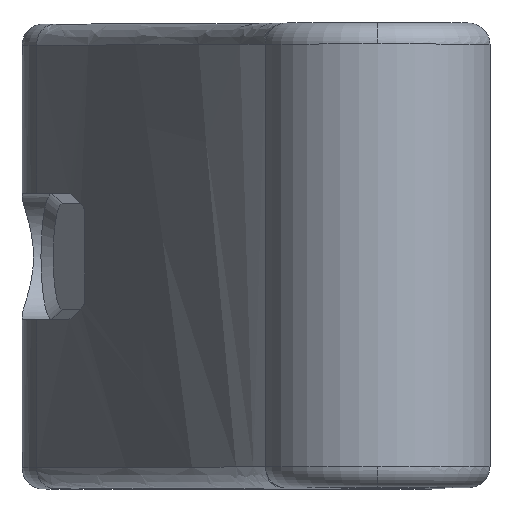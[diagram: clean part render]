
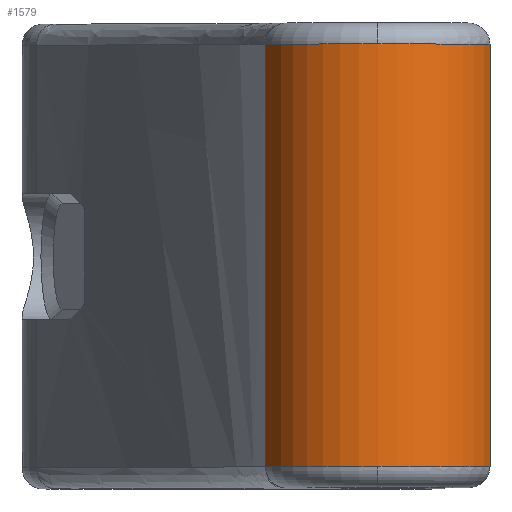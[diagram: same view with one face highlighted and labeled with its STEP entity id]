
A CAD part, top view. The second image highlights one B-rep face of the part: STEP entity #1579.
In plain terms, the highlighted cylindrical face has radius 5.5 mm (diameter 11 mm), a partial arc.
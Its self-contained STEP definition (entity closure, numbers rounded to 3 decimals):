
#52 = VERTEX_POINT ( 'NONE', #1620 ) ;
#56 = ORIENTED_EDGE ( 'NONE', *, *, #2022, .F. ) ;
#74 = DIRECTION ( 'NONE',  ( 0., -1., 0. ) ) ;
#88 = ORIENTED_EDGE ( 'NONE', *, *, #1524, .T. ) ;
#121 = DIRECTION ( 'NONE',  ( 0., 1., 0. ) ) ;
#213 = DIRECTION ( 'NONE',  ( 0., -1., 0. ) ) ;
#230 = LINE ( 'NONE', #293, #1207 ) ;
#264 = DIRECTION ( 'NONE',  ( 0., 0., -1. ) ) ;
#292 = DIRECTION ( 'NONE',  ( 0., 0., 1. ) ) ;
#293 = CARTESIAN_POINT ( 'NONE',  ( 29.056, 22., -8.566 ) ) ;
#312 = CARTESIAN_POINT ( 'NONE',  ( 18.427, 1., -8.602 ) ) ;
#368 = DIRECTION ( 'NONE',  ( 0., 1., 0. ) ) ;
#383 = CARTESIAN_POINT ( 'NONE',  ( 29.056, 1., -8.566 ) ) ;
#527 = CARTESIAN_POINT ( 'NONE',  ( 18.427, 22., -8.602 ) ) ;
#557 = DIRECTION ( 'NONE',  ( 0., 0., 1. ) ) ;
#674 = CIRCLE ( 'NONE', #867, 5.5 ) ;
#699 = ORIENTED_EDGE ( 'NONE', *, *, #812, .T. ) ;
#743 = AXIS2_PLACEMENT_3D ( 'NONE', #2025, #879, #292 ) ;
#756 = DIRECTION ( 'NONE',  ( 0., -1., 0. ) ) ;
#798 = ORIENTED_EDGE ( 'NONE', *, *, #1826, .T. ) ;
#800 = EDGE_CURVE ( 'NONE', #1743, #1929, #1770, .T. ) ;
#812 = EDGE_CURVE ( 'NONE', #1929, #848, #1601, .T. ) ;
#815 = LINE ( 'NONE', #527, #1363 ) ;
#848 = VERTEX_POINT ( 'NONE', #1374 ) ;
#867 = AXIS2_PLACEMENT_3D ( 'NONE', #1844, #121, #557 ) ;
#876 = CYLINDRICAL_SURFACE ( 'NONE', #1662, 5.5 ) ;
#879 = DIRECTION ( 'NONE',  ( 0., -1., 0. ) ) ;
#890 = ORIENTED_EDGE ( 'NONE', *, *, #800, .T. ) ;
#907 = AXIS2_PLACEMENT_3D ( 'NONE', #1151, #368, #985 ) ;
#931 = VERTEX_POINT ( 'NONE', #312 ) ;
#985 = DIRECTION ( 'NONE',  ( 0., 0., 1. ) ) ;
#1049 = FACE_OUTER_BOUND ( 'NONE', #1107, .T. ) ;
#1107 = EDGE_LOOP ( 'NONE', ( #56, #890, #699, #88, #1591, #798 ) ) ;
#1110 = CARTESIAN_POINT ( 'NONE',  ( 29.056, 21., -8.566 ) ) ;
#1151 = CARTESIAN_POINT ( 'NONE',  ( 23.747, 1., -10. ) ) ;
#1207 = VECTOR ( 'NONE', #74, 1000. ) ;
#1294 = CARTESIAN_POINT ( 'NONE',  ( 23.747, 21., -4.5 ) ) ;
#1363 = VECTOR ( 'NONE', #213, 1000. ) ;
#1374 = CARTESIAN_POINT ( 'NONE',  ( 18.427, 21., -8.602 ) ) ;
#1401 = CIRCLE ( 'NONE', #907, 5.5 ) ;
#1427 = VERTEX_POINT ( 'NONE', #383 ) ;
#1524 = EDGE_CURVE ( 'NONE', #848, #931, #815, .T. ) ;
#1579 = ADVANCED_FACE ( 'NONE', ( #1049 ), #876, .T. ) ;
#1581 = EDGE_CURVE ( 'NONE', #931, #52, #674, .T. ) ;
#1591 = ORIENTED_EDGE ( 'NONE', *, *, #1581, .T. ) ;
#1601 = CIRCLE ( 'NONE', #2040, 5.5 ) ;
#1620 = CARTESIAN_POINT ( 'NONE',  ( 23.747, 1., -4.5 ) ) ;
#1662 = AXIS2_PLACEMENT_3D ( 'NONE', #1829, #1674, #264 ) ;
#1674 = DIRECTION ( 'NONE',  ( 0., -1., 0. ) ) ;
#1743 = VERTEX_POINT ( 'NONE', #1110 ) ;
#1770 = CIRCLE ( 'NONE', #743, 5.5 ) ;
#1826 = EDGE_CURVE ( 'NONE', #52, #1427, #1401, .T. ) ;
#1829 = CARTESIAN_POINT ( 'NONE',  ( 23.747, 22., -10. ) ) ;
#1844 = CARTESIAN_POINT ( 'NONE',  ( 23.747, 1., -10. ) ) ;
#1866 = CARTESIAN_POINT ( 'NONE',  ( 23.747, 21., -10. ) ) ;
#1929 = VERTEX_POINT ( 'NONE', #1294 ) ;
#2016 = DIRECTION ( 'NONE',  ( 0., 0., 1. ) ) ;
#2022 = EDGE_CURVE ( 'NONE', #1743, #1427, #230, .T. ) ;
#2025 = CARTESIAN_POINT ( 'NONE',  ( 23.747, 21., -10. ) ) ;
#2040 = AXIS2_PLACEMENT_3D ( 'NONE', #1866, #756, #2016 ) ;
